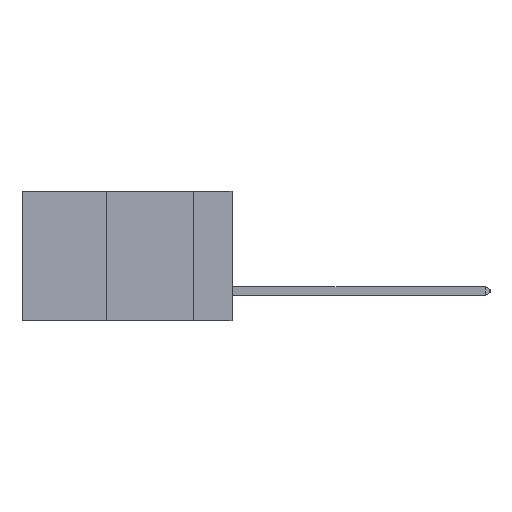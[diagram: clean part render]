
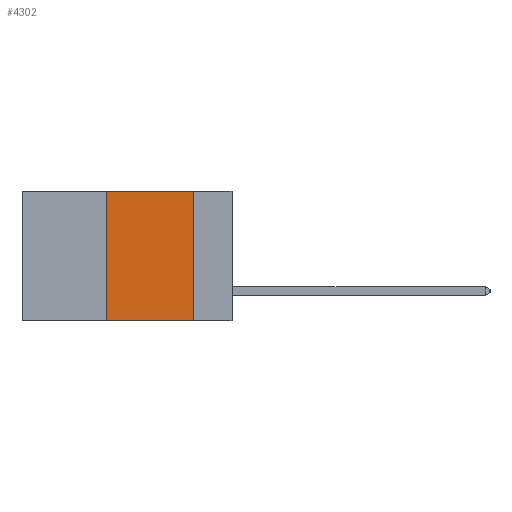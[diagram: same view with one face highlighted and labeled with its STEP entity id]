
A CAD part, left-side view. The second image highlights one B-rep face of the part: STEP entity #4302.
In plain terms, the highlighted planar face has unit normal (-1, 0, 0).
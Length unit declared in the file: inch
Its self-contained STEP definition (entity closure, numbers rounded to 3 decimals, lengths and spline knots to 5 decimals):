
#72 = VERTEX_POINT ( 'NONE', #15293 ) ;
#425 = CARTESIAN_POINT ( 'NONE',  ( 0., 0.11, 0. ) ) ;
#482 = EDGE_CURVE ( 'NONE', #14315, #1408, #2916, .T. ) ;
#1408 = VERTEX_POINT ( 'NONE', #6962 ) ;
#1551 = DIRECTION ( 'NONE',  ( 0., -1., 0. ) ) ;
#1931 = DIRECTION ( 'NONE',  ( 1., 0., 0. ) ) ;
#2345 = LINE ( 'NONE', #11672, #11169 ) ;
#2531 = VECTOR ( 'NONE', #1551, 39.37008 ) ;
#2916 = LINE ( 'NONE', #425, #8948 ) ;
#3386 = VECTOR ( 'NONE', #4404, 39.37008 ) ;
#4214 = CARTESIAN_POINT ( 'NONE',  ( 0., 0.11, 0. ) ) ;
#4302 = ADVANCED_FACE ( 'NONE', ( #10932 ), #9126, .F. ) ;
#4404 = DIRECTION ( 'NONE',  ( 0., -1., 0. ) ) ;
#5140 = EDGE_LOOP ( 'NONE', ( #12575, #5871, #10301, #14444 ) ) ;
#5513 = CARTESIAN_POINT ( 'NONE',  ( 0., 0.6, 0. ) ) ;
#5871 = ORIENTED_EDGE ( 'NONE', *, *, #8281, .F. ) ;
#6582 = LINE ( 'NONE', #11566, #3386 ) ;
#6962 = CARTESIAN_POINT ( 'NONE',  ( 0., 0.11, -0.37 ) ) ;
#8281 = EDGE_CURVE ( 'NONE', #72, #14315, #8940, .T. ) ;
#8519 = VERTEX_POINT ( 'NONE', #10246 ) ;
#8940 = LINE ( 'NONE', #11082, #2531 ) ;
#8948 = VECTOR ( 'NONE', #14779, 39.37008 ) ;
#9126 = PLANE ( 'NONE',  #14988 ) ;
#9241 = EDGE_CURVE ( 'NONE', #8519, #72, #2345, .T. ) ;
#10246 = CARTESIAN_POINT ( 'NONE',  ( 0., 0.36, -0.37 ) ) ;
#10301 = ORIENTED_EDGE ( 'NONE', *, *, #9241, .F. ) ;
#10315 = DIRECTION ( 'NONE',  ( 0., 0., -1. ) ) ;
#10932 = FACE_OUTER_BOUND ( 'NONE', #5140, .T. ) ;
#11082 = CARTESIAN_POINT ( 'NONE',  ( 0., 0.6, 0. ) ) ;
#11169 = VECTOR ( 'NONE', #12806, 39.37008 ) ;
#11566 = CARTESIAN_POINT ( 'NONE',  ( 0., 0.6, -0.37 ) ) ;
#11672 = CARTESIAN_POINT ( 'NONE',  ( 0., 0.36, 0. ) ) ;
#12575 = ORIENTED_EDGE ( 'NONE', *, *, #482, .F. ) ;
#12806 = DIRECTION ( 'NONE',  ( 0., 0., 1. ) ) ;
#13102 = EDGE_CURVE ( 'NONE', #8519, #1408, #6582, .T. ) ;
#14315 = VERTEX_POINT ( 'NONE', #4214 ) ;
#14444 = ORIENTED_EDGE ( 'NONE', *, *, #13102, .T. ) ;
#14779 = DIRECTION ( 'NONE',  ( 0., 0., -1. ) ) ;
#14988 = AXIS2_PLACEMENT_3D ( 'NONE', #5513, #1931, #10315 ) ;
#15293 = CARTESIAN_POINT ( 'NONE',  ( 0., 0.36, 0. ) ) ;
